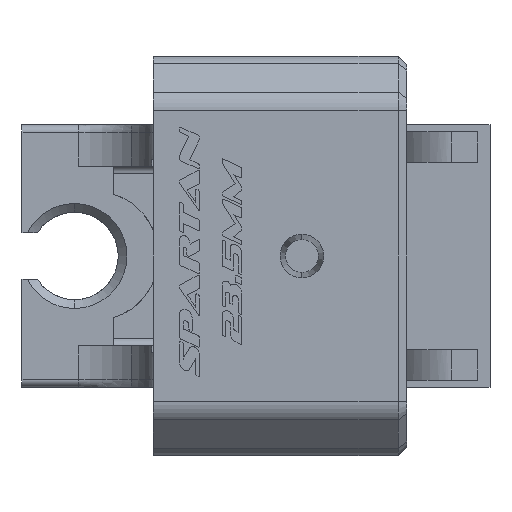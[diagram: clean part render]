
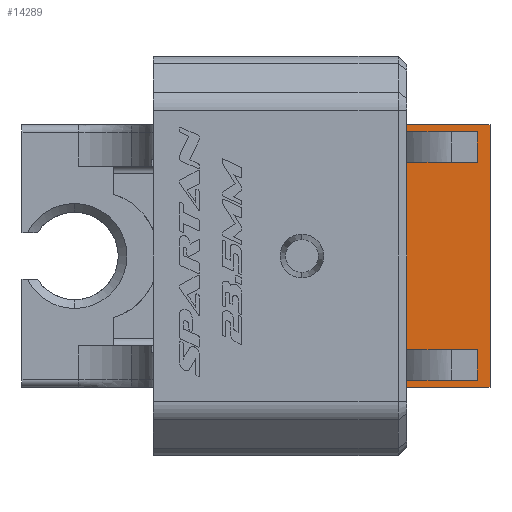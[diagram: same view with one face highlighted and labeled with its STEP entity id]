
A CAD part, left-side view. The second image highlights one B-rep face of the part: STEP entity #14289.
In plain terms, the highlighted planar face has unit normal (-1, 0, 0).
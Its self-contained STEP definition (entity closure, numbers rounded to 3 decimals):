
#136 = VECTOR ( 'NONE', #37437, 1000. ) ;
#519 = CARTESIAN_POINT ( 'NONE',  ( 7.5, -2., 15. ) ) ;
#532 = VERTEX_POINT ( 'NONE', #40814 ) ;
#846 = CARTESIAN_POINT ( 'NONE',  ( 7.5, -2., 10.7 ) ) ;
#1514 = EDGE_LOOP ( 'NONE', ( #1959, #40296, #7289, #20412, #15790, #8528, #24288, #29639, #1983, #30897, #10544, #9722 ) ) ;
#1959 = ORIENTED_EDGE ( 'NONE', *, *, #21726, .T. ) ;
#1983 = ORIENTED_EDGE ( 'NONE', *, *, #31931, .F. ) ;
#2897 = LINE ( 'NONE', #39914, #11970 ) ;
#3779 = VERTEX_POINT ( 'NONE', #25605 ) ;
#4080 = EDGE_CURVE ( 'NONE', #24318, #32158, #7719, .T. ) ;
#7289 = ORIENTED_EDGE ( 'NONE', *, *, #39333, .F. ) ;
#7719 = LINE ( 'NONE', #30748, #136 ) ;
#8390 = CARTESIAN_POINT ( 'NONE',  ( 7.5, 0., -10.7 ) ) ;
#8528 = ORIENTED_EDGE ( 'NONE', *, *, #37061, .T. ) ;
#8835 = CARTESIAN_POINT ( 'NONE',  ( 7.5, -10.043, 14.2 ) ) ;
#9457 = DIRECTION ( 'NONE',  ( 0., -1., 0. ) ) ;
#9722 = ORIENTED_EDGE ( 'NONE', *, *, #35797, .F. ) ;
#10544 = ORIENTED_EDGE ( 'NONE', *, *, #40037, .F. ) ;
#11027 = CARTESIAN_POINT ( 'NONE',  ( 7.5, -2., 0. ) ) ;
#11970 = VECTOR ( 'NONE', #36075, 1000. ) ;
#12758 = EDGE_CURVE ( 'NONE', #532, #28473, #13848, .T. ) ;
#12924 = CARTESIAN_POINT ( 'NONE',  ( 7.5, -41.626, 14.2 ) ) ;
#13093 = LINE ( 'NONE', #32473, #22014 ) ;
#13463 = VECTOR ( 'NONE', #16573, 1000. ) ;
#13742 = EDGE_CURVE ( 'NONE', #24540, #3779, #24000, .T. ) ;
#13848 = LINE ( 'NONE', #20743, #16576 ) ;
#14289 = ADVANCED_FACE ( 'NONE', ( #24337 ), #14864, .T. ) ;
#14468 = DIRECTION ( 'NONE',  ( 0., 0., 1. ) ) ;
#14849 = CARTESIAN_POINT ( 'NONE',  ( 7.5, -41.626, -15. ) ) ;
#14864 = PLANE ( 'NONE',  #26897 ) ;
#15321 = DIRECTION ( 'NONE',  ( 0., 0., 1. ) ) ;
#15790 = ORIENTED_EDGE ( 'NONE', *, *, #20543, .F. ) ;
#16280 = CARTESIAN_POINT ( 'NONE',  ( 7.5, -41.626, -14.2 ) ) ;
#16514 = VECTOR ( 'NONE', #15321, 1000. ) ;
#16573 = DIRECTION ( 'NONE',  ( 0., 1., 0. ) ) ;
#16576 = VECTOR ( 'NONE', #20098, 1000. ) ;
#17642 = CARTESIAN_POINT ( 'NONE',  ( 7.5, -2., -15. ) ) ;
#17798 = CARTESIAN_POINT ( 'NONE',  ( 7.5, -41.626, 15. ) ) ;
#18013 = LINE ( 'NONE', #17798, #33871 ) ;
#18075 = CARTESIAN_POINT ( 'NONE',  ( 7.5, -10.043, 10.7 ) ) ;
#18351 = VERTEX_POINT ( 'NONE', #25347 ) ;
#19801 = LINE ( 'NONE', #12924, #13463 ) ;
#20098 = DIRECTION ( 'NONE',  ( 0., 0., 1. ) ) ;
#20335 = VECTOR ( 'NONE', #22140, 1000. ) ;
#20412 = ORIENTED_EDGE ( 'NONE', *, *, #13742, .F. ) ;
#20543 = EDGE_CURVE ( 'NONE', #33975, #24540, #21734, .T. ) ;
#20743 = CARTESIAN_POINT ( 'NONE',  ( 7.5, -2., 0. ) ) ;
#21726 = EDGE_CURVE ( 'NONE', #23939, #18351, #34657, .T. ) ;
#21734 = LINE ( 'NONE', #14849, #23711 ) ;
#22014 = VECTOR ( 'NONE', #9457, 1000. ) ;
#22140 = DIRECTION ( 'NONE',  ( 0., -1., 0. ) ) ;
#22528 = DIRECTION ( 'NONE',  ( 0., -1., 0. ) ) ;
#23711 = VECTOR ( 'NONE', #25356, 1000. ) ;
#23939 = VERTEX_POINT ( 'NONE', #39543 ) ;
#24000 = LINE ( 'NONE', #26204, #27583 ) ;
#24288 = ORIENTED_EDGE ( 'NONE', *, *, #26190, .T. ) ;
#24318 = VERTEX_POINT ( 'NONE', #8835 ) ;
#24337 = FACE_OUTER_BOUND ( 'NONE', #1514, .T. ) ;
#24540 = VERTEX_POINT ( 'NONE', #17642 ) ;
#24750 = DIRECTION ( 'NONE',  ( 0., 0., 1. ) ) ;
#25347 = CARTESIAN_POINT ( 'NONE',  ( 7.5, -10.043, -10.7 ) ) ;
#25356 = DIRECTION ( 'NONE',  ( 0., 1., 0. ) ) ;
#25393 = VECTOR ( 'NONE', #14468, 1000. ) ;
#25519 = CARTESIAN_POINT ( 'NONE',  ( 7.5, -10.043, -14.2 ) ) ;
#25605 = CARTESIAN_POINT ( 'NONE',  ( 7.5, -2., -14.2 ) ) ;
#26190 = EDGE_CURVE ( 'NONE', #34124, #28473, #18013, .T. ) ;
#26204 = CARTESIAN_POINT ( 'NONE',  ( 7.5, -2., 0. ) ) ;
#26897 = AXIS2_PLACEMENT_3D ( 'NONE', #37685, #34233, #24750 ) ;
#27273 = DIRECTION ( 'NONE',  ( 0., 1., 0. ) ) ;
#27583 = VECTOR ( 'NONE', #30224, 1000. ) ;
#28398 = EDGE_CURVE ( 'NONE', #35239, #18351, #2897, .T. ) ;
#28473 = VERTEX_POINT ( 'NONE', #519 ) ;
#29639 = ORIENTED_EDGE ( 'NONE', *, *, #12758, .F. ) ;
#30224 = DIRECTION ( 'NONE',  ( 0., 0., 1. ) ) ;
#30330 = VECTOR ( 'NONE', #22528, 1000. ) ;
#30748 = CARTESIAN_POINT ( 'NONE',  ( 7.5, -10.043, 0. ) ) ;
#30897 = ORIENTED_EDGE ( 'NONE', *, *, #4080, .T. ) ;
#31931 = EDGE_CURVE ( 'NONE', #24318, #532, #19801, .T. ) ;
#32158 = VERTEX_POINT ( 'NONE', #18075 ) ;
#32473 = CARTESIAN_POINT ( 'NONE',  ( 7.5, 0., 10.7 ) ) ;
#32839 = LINE ( 'NONE', #16280, #30330 ) ;
#33871 = VECTOR ( 'NONE', #27273, 1000. ) ;
#33975 = VERTEX_POINT ( 'NONE', #41063 ) ;
#34124 = VERTEX_POINT ( 'NONE', #42322 ) ;
#34233 = DIRECTION ( 'NONE',  ( -1., 0., 0. ) ) ;
#34564 = VERTEX_POINT ( 'NONE', #846 ) ;
#34657 = LINE ( 'NONE', #8390, #20335 ) ;
#35239 = VERTEX_POINT ( 'NONE', #25519 ) ;
#35797 = EDGE_CURVE ( 'NONE', #23939, #34564, #38502, .T. ) ;
#36075 = DIRECTION ( 'NONE',  ( 0., 0., 1. ) ) ;
#37061 = EDGE_CURVE ( 'NONE', #33975, #34124, #41609, .T. ) ;
#37437 = DIRECTION ( 'NONE',  ( 0., 0., -1. ) ) ;
#37685 = CARTESIAN_POINT ( 'NONE',  ( 7.5, -41.626, 0. ) ) ;
#38502 = LINE ( 'NONE', #11027, #25393 ) ;
#39333 = EDGE_CURVE ( 'NONE', #3779, #35239, #32839, .T. ) ;
#39543 = CARTESIAN_POINT ( 'NONE',  ( 7.5, -2., -10.7 ) ) ;
#39914 = CARTESIAN_POINT ( 'NONE',  ( 7.5, -10.043, 0. ) ) ;
#40037 = EDGE_CURVE ( 'NONE', #34564, #32158, #13093, .T. ) ;
#40296 = ORIENTED_EDGE ( 'NONE', *, *, #28398, .F. ) ;
#40814 = CARTESIAN_POINT ( 'NONE',  ( 7.5, -2., 14.2 ) ) ;
#41063 = CARTESIAN_POINT ( 'NONE',  ( 7.5, -11.5, -15. ) ) ;
#41609 = LINE ( 'NONE', #41807, #16514 ) ;
#41807 = CARTESIAN_POINT ( 'NONE',  ( 7.5, -11.5, 0. ) ) ;
#42322 = CARTESIAN_POINT ( 'NONE',  ( 7.5, -11.5, 15. ) ) ;
